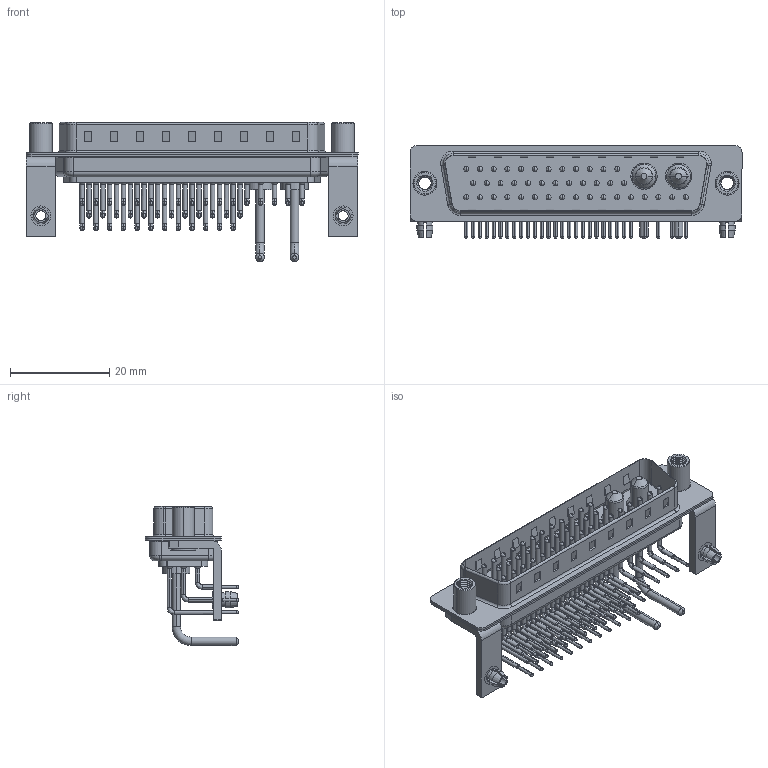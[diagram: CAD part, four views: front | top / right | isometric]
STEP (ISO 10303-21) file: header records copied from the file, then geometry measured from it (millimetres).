
FILE_DESCRIPTION (( 'STEP AP203' ), '1' );
FILE_NAME ('629-43W2650-1ND.STEP', '2022-05-18T20:00:32', ( '' ), ( '' ), 'SwSTEP 2.0', 'SolidWorks 2020', '' );
FILE_SCHEMA (( 'CONFIG_CONTROL_DESIGN' ));
Length unit declared in the file: millimetre
Products named in the file (11): 629Combo Shell Rear_50 Contacts; 629Combo Shell Front_50 Contacts; 629Combo Contact Row 2_50 Contacts; 629Combo Housing_43W2; Power Pin_Ext 10A RA 50; 629-43W2650-1ND; 629Combo Threaded Standoff_D; 629Combo Contact Row 1_50 Contacts; 629Combo Contact Row 3; 629Combo Board Lock_50 Contacts; 629Combo Stabilizer Bracket_50 Contacts
Assembly tree (52 placements, depth 2):
  629-43W2650-1ND
    629Combo Housing_43W2
    629Combo Shell Rear_50 Contacts
    629Combo Shell Front_50 Contacts
    629Combo Stabilizer Bracket_50 Contacts  x2
    629Combo Board Lock_50 Contacts  x2
    629Combo Threaded Standoff_D  x2
    Power Pin_Ext 10A RA 50  x2
    629Combo Contact Row 1_50 Contacts  x12
    629Combo Contact Row 2_50 Contacts  x12
    629Combo Contact Row 3  x17
Bounding box: 67 x 18.8 x 28.08 mm (x, y, z)
Volume: 5594.7 mm3; surface area: 13791.5 mm2
Topology: 54 solids, 54 shells, 5198 faces, 14489 edges, 9422 vertices
Faces by surface type: plane 2917, cylinder 1763, bspline 254, cone 206, torus 58
Entity records: 40261 total; most frequent: CARTESIAN_POINT 8816, DIRECTION 6373, ORIENTED_EDGE 5878, EDGE_CURVE 2939, AXIS2_PLACEMENT_3D 2347, VERTEX_POINT 1911, LINE 1679, VECTOR 1679
